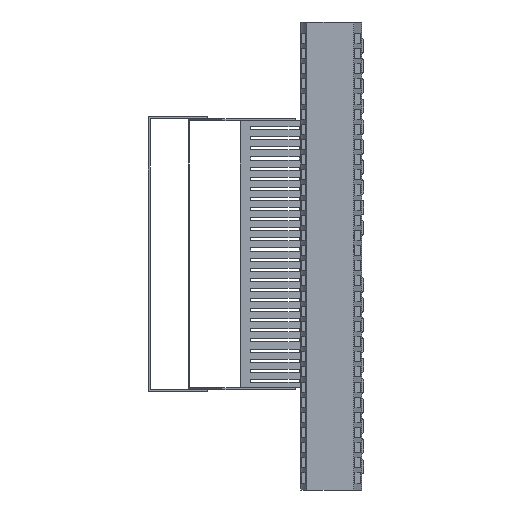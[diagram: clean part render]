
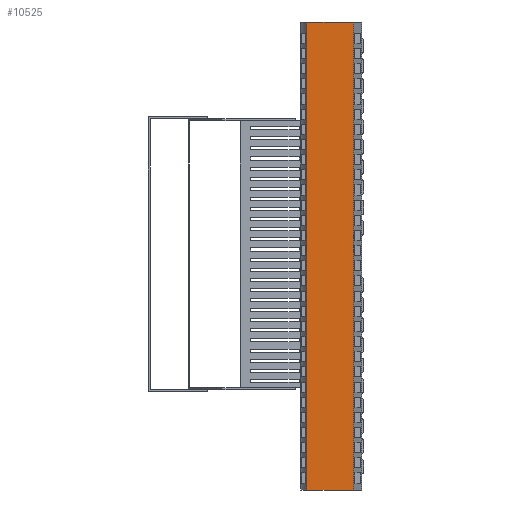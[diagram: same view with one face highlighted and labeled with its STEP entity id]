
A CAD part, left-side view. The second image highlights one B-rep face of the part: STEP entity #10525.
In plain terms, the highlighted planar face has unit normal (-1, 0, 0).
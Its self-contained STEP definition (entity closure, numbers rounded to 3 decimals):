
#409 = EDGE_CURVE ( 'NONE', #13451, #10814, #11494, .T. ) ;
#1315 = CARTESIAN_POINT ( 'NONE',  ( -92.978, -23.787, -463. ) ) ;
#1974 = LINE ( 'NONE', #1315, #21135 ) ;
#2706 = CARTESIAN_POINT ( 'NONE',  ( -92.978, -18.15, 0. ) ) ;
#3577 = ORIENTED_EDGE ( 'NONE', *, *, #11773, .T. ) ;
#4447 = CARTESIAN_POINT ( 'NONE',  ( -92.978, -18.15, -463. ) ) ;
#4457 = DIRECTION ( 'NONE',  ( 0., -1., 0. ) ) ;
#4760 = EDGE_LOOP ( 'NONE', ( #3577, #17900, #10294, #6033 ) ) ;
#6033 = ORIENTED_EDGE ( 'NONE', *, *, #15969, .T. ) ;
#6165 = PLANE ( 'NONE',  #11270 ) ;
#6197 = DIRECTION ( 'NONE',  ( 0., -1., 0. ) ) ;
#7442 = CARTESIAN_POINT ( 'NONE',  ( -92.978, -23.787, 0. ) ) ;
#8966 = CARTESIAN_POINT ( 'NONE',  ( -92.978, -70.17, -463. ) ) ;
#9671 = DIRECTION ( 'NONE',  ( 0., 0., 1. ) ) ;
#10294 = ORIENTED_EDGE ( 'NONE', *, *, #21798, .F. ) ;
#10525 = ADVANCED_FACE ( 'NONE', ( #15021 ), #6165, .T. ) ;
#10814 = VERTEX_POINT ( 'NONE', #22551 ) ;
#11270 = AXIS2_PLACEMENT_3D ( 'NONE', #18415, #20173, #9671 ) ;
#11494 = LINE ( 'NONE', #2706, #15616 ) ;
#11773 = EDGE_CURVE ( 'NONE', #16809, #10814, #19391, .T. ) ;
#12407 = VECTOR ( 'NONE', #6197, 1000. ) ;
#12456 = DIRECTION ( 'NONE',  ( 0., 0., 1. ) ) ;
#13360 = CARTESIAN_POINT ( 'NONE',  ( -92.978, -23.787, -463. ) ) ;
#13451 = VERTEX_POINT ( 'NONE', #7442 ) ;
#13520 = DIRECTION ( 'NONE',  ( 0., 0., 1. ) ) ;
#13619 = CARTESIAN_POINT ( 'NONE',  ( -92.978, -70.17, -463. ) ) ;
#15021 = FACE_OUTER_BOUND ( 'NONE', #4760, .T. ) ;
#15616 = VECTOR ( 'NONE', #4457, 1000. ) ;
#15969 = EDGE_CURVE ( 'NONE', #21738, #16809, #16535, .T. ) ;
#16535 = LINE ( 'NONE', #4447, #12407 ) ;
#16809 = VERTEX_POINT ( 'NONE', #13619 ) ;
#17900 = ORIENTED_EDGE ( 'NONE', *, *, #409, .F. ) ;
#18272 = VECTOR ( 'NONE', #12456, 1000. ) ;
#18415 = CARTESIAN_POINT ( 'NONE',  ( -92.978, -18.15, -463. ) ) ;
#19391 = LINE ( 'NONE', #8966, #18272 ) ;
#20173 = DIRECTION ( 'NONE',  ( -1., 0., 0. ) ) ;
#21135 = VECTOR ( 'NONE', #13520, 1000. ) ;
#21738 = VERTEX_POINT ( 'NONE', #13360 ) ;
#21798 = EDGE_CURVE ( 'NONE', #21738, #13451, #1974, .T. ) ;
#22551 = CARTESIAN_POINT ( 'NONE',  ( -92.978, -70.17, 0. ) ) ;
